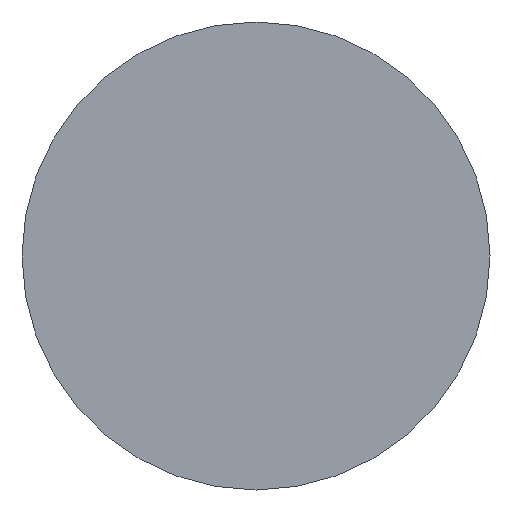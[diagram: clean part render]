
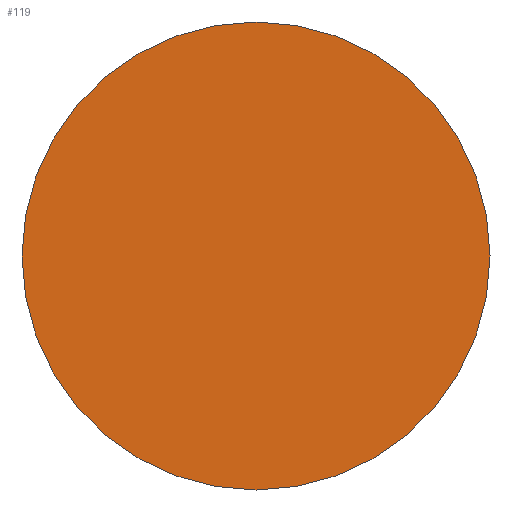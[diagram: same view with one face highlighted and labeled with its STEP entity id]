
A CAD part, front view. The second image highlights one B-rep face of the part: STEP entity #119.
In plain terms, the highlighted planar face has unit normal (0, -1, 0).
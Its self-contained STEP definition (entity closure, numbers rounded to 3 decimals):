
#22=PLANE('',#150);
#31=FACE_OUTER_BOUND('',#42,.T.);
#42=EDGE_LOOP('',(#107));
#60=CIRCLE('',#148,250.);
#68=VERTEX_POINT('',#218);
#81=EDGE_CURVE('',#68,#68,#60,.T.);
#107=ORIENTED_EDGE('',*,*,#81,.F.);
#119=ADVANCED_FACE('',(#31),#22,.F.);
#148=AXIS2_PLACEMENT_3D('',#220,#186,#187);
#150=AXIS2_PLACEMENT_3D('',#222,#190,#191);
#186=DIRECTION('center_axis',(0.,1.,0.));
#187=DIRECTION('ref_axis',(1.,0.,0.));
#190=DIRECTION('center_axis',(0.,1.,0.));
#191=DIRECTION('ref_axis',(1.,0.,0.));
#218=CARTESIAN_POINT('',(-250.,0.,0.));
#220=CARTESIAN_POINT('Origin',(0.,0.,0.));
#222=CARTESIAN_POINT('Origin',(0.,0.,0.));
